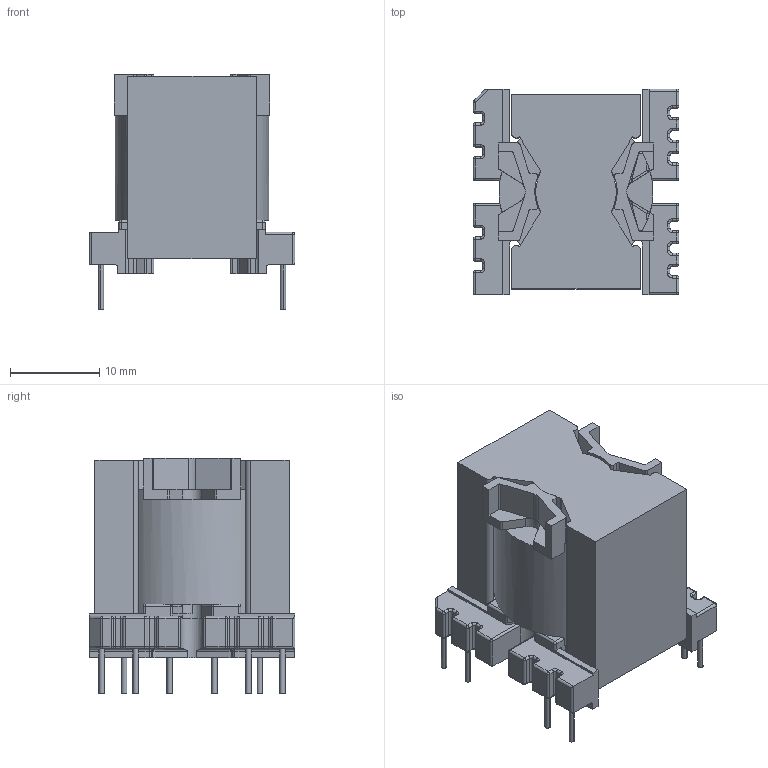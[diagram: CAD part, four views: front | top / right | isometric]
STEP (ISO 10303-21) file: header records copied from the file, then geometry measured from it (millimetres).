
FILE_DESCRIPTION(/* description */ ('Unknown'),/* implementation_level */ '2;1');
FILE_NAME(/* name */ 'T_Wurth_WE-IBTI-PQ2020_L23.63W23.88H24.14',/* time_stamp */ '2025-12-25T15:16:02+08:00',/* author */ ('Unknown'),/* organization */ ('Unknown'),/* preprocessor_version */ 'ST-DEVELOPER v19.4',/* originating_system */ 'Solid Edge',/* authorisation */ 'Unknown');
FILE_SCHEMA (('AUTOMOTIVE_DESIGN {1 0 10303 214 3 1 1}'));
Length unit declared in the file: millimetre
Products named in the file (2): T_Wurth_WE-IBTI-PQ2020_L23.63W23.88H24.14
Assembly tree (1 placements, depth 2):
  T_Wurth_WE-IBTI-PQ2020_L23.63W23.88H24.14
    T_Wurth_WE-IBTI-PQ2020_L23.63W23.88H24.14
Bounding box: 23 x 23 x 26.3 mm (x, y, z)
Volume: 6964.4 mm3; surface area: 5553 mm2
Topology: 2 solids, 2 shells, 578 faces, 1476 edges, 849 vertices
Faces by surface type: cylinder 282, plane 185, sphere 54, torus 51, bspline 6
Full cylindrical faces by diameter (mm): 17.2 x1
Entity records: 21075 total; most frequent: CARTESIAN_POINT 3355, DIRECTION 3107, ORIENTED_EDGE 2844, EDGE_CURVE 1422, AXIS2_PLACEMENT_3D 1175, VERTEX_POINT 855, LINE 757, VECTOR 757
